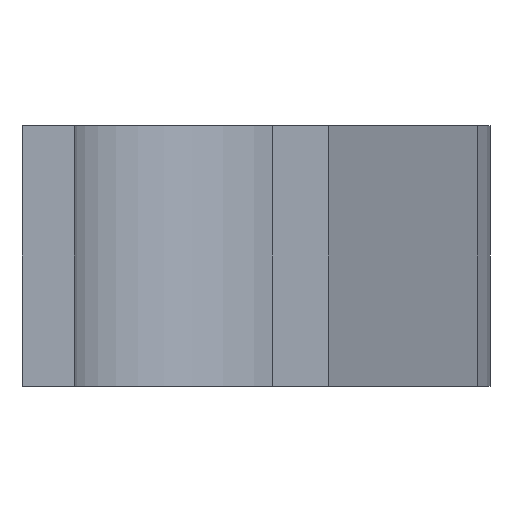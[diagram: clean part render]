
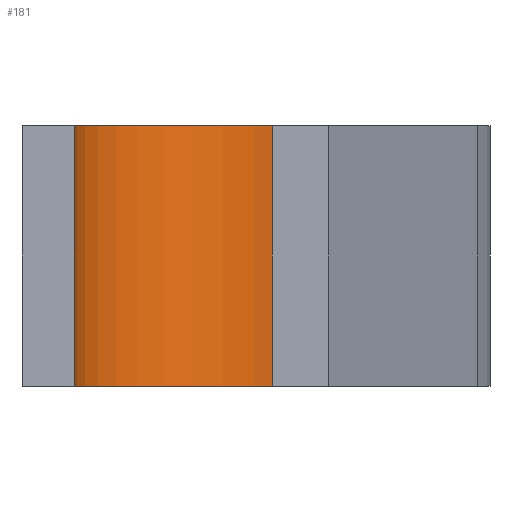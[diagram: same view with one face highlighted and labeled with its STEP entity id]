
A CAD part, left-side view. The second image highlights one B-rep face of the part: STEP entity #181.
In plain terms, the highlighted cylindrical face has radius 7 mm (diameter 14 mm), a partial arc.
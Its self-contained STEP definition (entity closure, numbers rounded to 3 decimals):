
#27=FACE_OUTER_BOUND('',#37,.T.);
#37=EDGE_LOOP('',(#143,#144,#145,#146));
#53=LINE('',#298,#73);
#54=LINE('',#304,#74);
#73=VECTOR('',#245,10.);
#74=VECTOR('',#252,10.);
#85=CIRCLE('',#214,7.);
#86=CIRCLE('',#215,7.);
#95=VERTEX_POINT('',#294);
#96=VERTEX_POINT('',#296);
#97=VERTEX_POINT('',#300);
#98=VERTEX_POINT('',#302);
#115=EDGE_CURVE('',#95,#96,#53,.T.);
#116=EDGE_CURVE('',#95,#97,#85,.T.);
#117=EDGE_CURVE('',#98,#96,#86,.T.);
#118=EDGE_CURVE('',#97,#98,#54,.T.);
#143=ORIENTED_EDGE('',*,*,#116,.F.);
#144=ORIENTED_EDGE('',*,*,#115,.T.);
#145=ORIENTED_EDGE('',*,*,#117,.F.);
#146=ORIENTED_EDGE('',*,*,#118,.F.);
#176=CYLINDRICAL_SURFACE('',#213,7.);
#181=ADVANCED_FACE('',(#27),#176,.F.);
#213=AXIS2_PLACEMENT_3D('',#299,#246,#247);
#214=AXIS2_PLACEMENT_3D('',#301,#248,#249);
#215=AXIS2_PLACEMENT_3D('',#303,#250,#251);
#245=DIRECTION('',(0.,0.,1.));
#246=DIRECTION('center_axis',(0.,0.,1.));
#247=DIRECTION('ref_axis',(0.987,-0.162,0.));
#248=DIRECTION('center_axis',(0.,0.,1.));
#249=DIRECTION('ref_axis',(-0.321,-0.947,0.));
#250=DIRECTION('center_axis',(0.,0.,-1.));
#251=DIRECTION('ref_axis',(-0.321,-0.947,0.));
#252=DIRECTION('',(0.,0.,1.));
#294=CARTESIAN_POINT('',(8.987,-7.03,0.));
#296=CARTESIAN_POINT('',(8.987,-7.03,10.));
#298=CARTESIAN_POINT('',(8.987,-7.03,0.));
#299=CARTESIAN_POINT('Origin',(11.232,-0.4,0.));
#300=CARTESIAN_POINT('',(11.232,6.6,0.));
#301=CARTESIAN_POINT('Origin',(11.232,-0.4,0.));
#302=CARTESIAN_POINT('',(11.232,6.6,10.));
#303=CARTESIAN_POINT('Origin',(11.232,-0.4,10.));
#304=CARTESIAN_POINT('',(11.232,6.6,0.));
